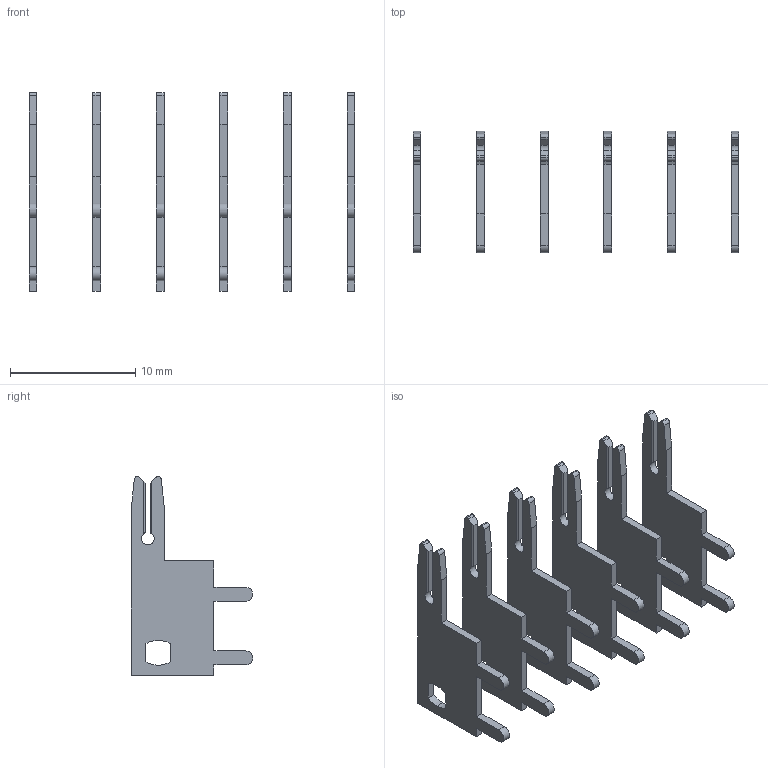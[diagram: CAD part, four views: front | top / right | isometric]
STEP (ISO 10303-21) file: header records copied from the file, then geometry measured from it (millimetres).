
FILE_DESCRIPTION (( 'STEP AP203' ), '1' );
FILE_NAME ('105-006-201-200.STEP', '2020-04-07T22:14:34', ( '' ), ( '' ), 'SwSTEP 2.0', 'SolidWorks 2016', '' );
FILE_SCHEMA (( 'CONFIG_CONTROL_DESIGN' ));
Length unit declared in the file: inch
Products named in the file (2): 105-006-201-200; 100-290-001_100-290-201
Assembly tree (6 placements, depth 2):
  105-006-201-200
    100-290-001_100-290-201  x6
Bounding box: 26.04 x 9.7 x 15.88 mm (x, y, z)
Volume: 295.4 mm3; surface area: 1205.6 mm2
Topology: 6 solids, 6 shells, 210 faces, 594 edges, 396 vertices
Faces by surface type: plane 150, cylinder 60
Entity records: 1497 total; most frequent: CARTESIAN_POINT 221, DIRECTION 203, ORIENTED_EDGE 198, EDGE_CURVE 99, VECTOR 75, LINE 75, VERTEX_POINT 66, AXIS2_PLACEMENT_3D 64
